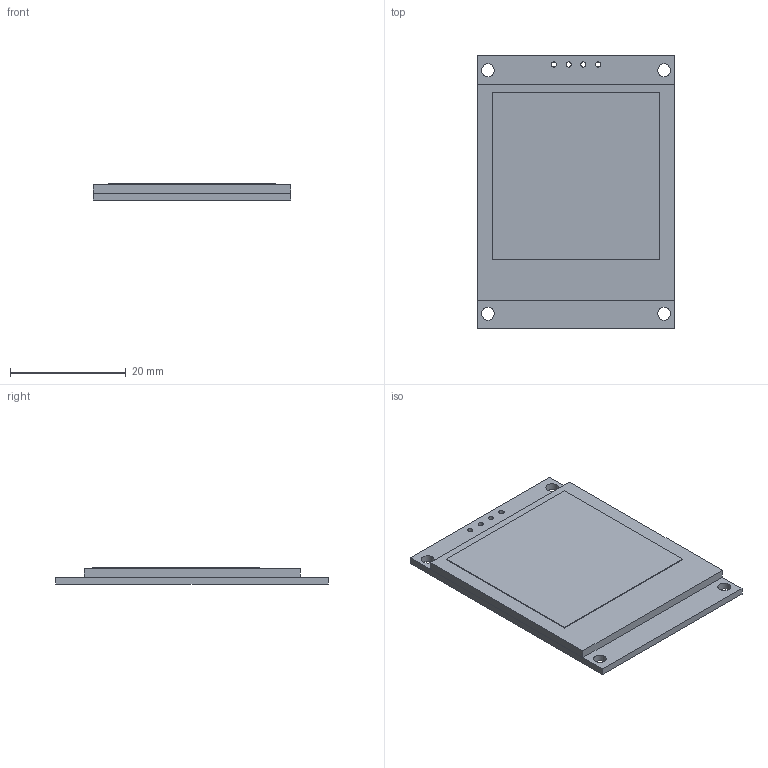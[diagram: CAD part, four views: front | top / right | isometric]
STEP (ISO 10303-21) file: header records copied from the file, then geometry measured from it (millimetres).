
FILE_DESCRIPTION(/* description */ (''),/* implementation_level */ '2;1');
FILE_NAME(/* name */ 'OLED_1.5in_128x128.step',/* time_stamp */ '2024-04-23T23:39:09+02:00',/* author */ (''),/* organization */ (''),/* preprocessor_version */ 'ST-DEVELOPER v20',/* originating_system */ 'Autodesk Translation Framework v12.20.1.177',/* authorisation */ '');
FILE_SCHEMA (('AUTOMOTIVE_DESIGN { 1 0 10303 214 3 1 1 }'));
Length unit declared in the file: millimetre
Products named in the file (4): OLED Displaz; PCB; Glass; ActiveArea
Assembly tree (3 placements, depth 2):
  OLED Displaz
    PCB
    Glass
    ActiveArea
Bounding box: 34 x 47 x 2.8 mm (x, y, z)
Volume: 3860.1 mm3; surface area: 7827.9 mm2
Topology: 3 solids, 3 shells, 26 faces, 60 edges, 40 vertices
Faces by surface type: plane 18, cylinder 8
Full cylindrical faces by diameter (mm): 0.9 x4, 2.2 x4
Entity records: 921 total; most frequent: DIRECTION 144, CARTESIAN_POINT 134, ORIENTED_EDGE 120, EDGE_CURVE 60, AXIS2_PLACEMENT_3D 50, LINE 44, VECTOR 44, EDGE_LOOP 42
